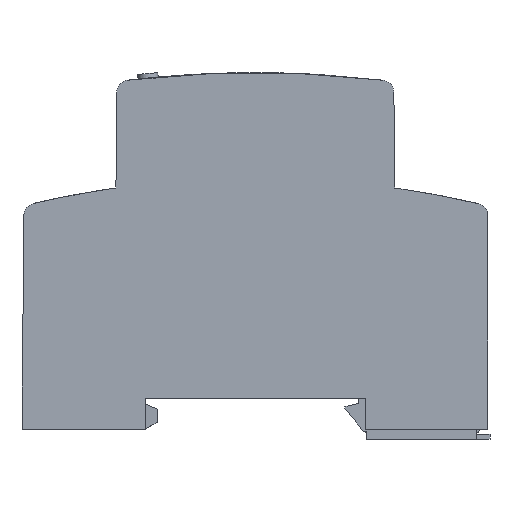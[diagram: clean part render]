
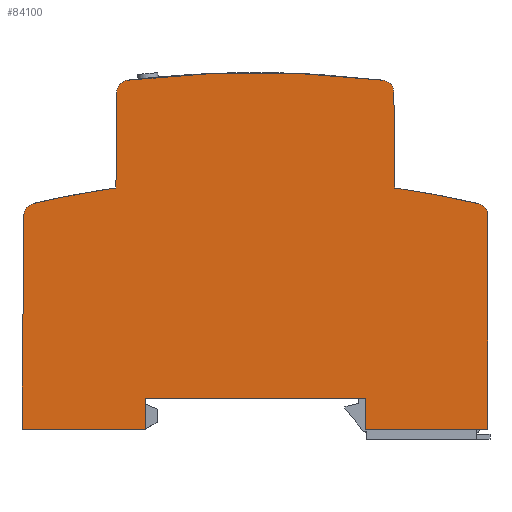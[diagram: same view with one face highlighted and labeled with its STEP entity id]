
A CAD part, left-side view. The second image highlights one B-rep face of the part: STEP entity #84100.
In plain terms, the highlighted face is planar.
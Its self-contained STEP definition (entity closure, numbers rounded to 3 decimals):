
#7400=CARTESIAN_POINT('',(106.975,16.056,-65.25));
#7410=VERTEX_POINT('',#7400);
#7440=CARTESIAN_POINT('',(45.021,16.056,-65.25));
#7450=DIRECTION('',(1.,0.,0.));
#7460=VECTOR('',#7450,1.);
#7470=LINE('',#7440,#7460);
#7480=CARTESIAN_POINT('',(87.091,16.056,-65.25));
#7490=VERTEX_POINT('',#7480);
#7500=EDGE_CURVE('',#7490,#7410,#7470,.T.);
#22980=CARTESIAN_POINT('',(45.021,21.056,-65.25));
#22990=DIRECTION('',(1.,0.,0.));
#23000=VECTOR('',#22990,1.);
#23010=LINE('',#22980,#23000);
#23020=CARTESIAN_POINT('',(51.591,21.056,-65.25));
#23030=VERTEX_POINT('',#23020);
#23040=CARTESIAN_POINT('',(87.091,21.056,-65.25));
#23050=VERTEX_POINT('',#23040);
#23060=EDGE_CURVE('',#23030,#23050,#23010,.T.);
#25660=CARTESIAN_POINT('',(87.091,55.264,-65.25));
#25670=DIRECTION('',(0.,-1.,0.));
#25680=VECTOR('',#25670,1.);
#25690=LINE('',#25660,#25680);
#25700=EDGE_CURVE('',#23050,#7490,#25690,.T.);
#32650=CARTESIAN_POINT('',(45.021,16.056,-65.25));
#32660=DIRECTION('',(1.,0.,0.));
#32670=VECTOR('',#32660,1.);
#32680=LINE('',#32650,#32670);
#32690=CARTESIAN_POINT('',(31.841,16.056,
-65.25));
#32700=VERTEX_POINT('',#32690);
#32710=CARTESIAN_POINT('',(51.591,16.056,-65.25));
#32720=VERTEX_POINT('',#32710);
#32730=EDGE_CURVE('',#32700,#32720,#32680,.T.);
#44500=CARTESIAN_POINT('',(51.591,55.264,-65.25));
#44510=DIRECTION('',(0.,-1.,0.));
#44520=VECTOR('',#44510,1.);
#44530=LINE('',#44500,#44520);
#44540=EDGE_CURVE('',#23030,#32720,#44530,.T.);
#46330=CARTESIAN_POINT('',(31.841,55.264,
-65.25));
#46340=DIRECTION('',(0.,1.,0.));
#46350=VECTOR('',#46340,1.);
#46360=LINE('',#46330,#46350);
#46370=CARTESIAN_POINT('',(31.841,50.463,
-65.25));
#46380=VERTEX_POINT('',#46370);
#46390=EDGE_CURVE('',#32700,#46380,#46360,.T.);
#47070=CARTESIAN_POINT('',(33.841,50.463,
-65.25));
#47080=DIRECTION('',(0.,0.,-1.));
#47090=DIRECTION('',(-1.,0.,0.));
#47100=AXIS2_PLACEMENT_3D('',#47070,#47080,#47090);
#47110=CIRCLE('',#47100,2.);
#47120=CARTESIAN_POINT('',(33.386,52.411,
-65.25));
#47130=VERTEX_POINT('',#47120);
#47140=EDGE_CURVE('',#46380,#47130,#47110,.T.);
#47930=CARTESIAN_POINT('',(105.127,52.45,-65.25));
#47940=VERTEX_POINT('',#47930);
#47970=CARTESIAN_POINT('',(104.674,50.502,-65.25));
#47980=DIRECTION('',(0.,0.,-1.));
#47990=DIRECTION('',(-1.,0.,0.));
#48000=AXIS2_PLACEMENT_3D('',#47970,#47980,#47990);
#48010=CIRCLE('',#48000,2.);
#48020=CARTESIAN_POINT('',(106.674,50.52,-65.25));
#48030=VERTEX_POINT('',#48020);
#48040=EDGE_CURVE('',#47940,#48030,#48010,.T.);
#48540=CARTESIAN_POINT('',(106.633,55.264,-65.25));
#48550=DIRECTION('',(0.009,-1.,
0.));
#48560=VECTOR('',#48550,1.);
#48570=LINE('',#48540,#48560);
#48580=EDGE_CURVE('',#48030,#7410,#48570,.T.);
#83350=CARTESIAN_POINT('',(69.341,23.506,-65.25));
#83360=DIRECTION('',(0.,0.,-1.));
#83370=DIRECTION('',(-1.,0.,0.));
#83380=AXIS2_PLACEMENT_3D('',#83350,#83360,#83370);
#83390=PLANE('',#83380);
#83400=CARTESIAN_POINT('',(69.341,-101.444,-65.25));
#83410=DIRECTION('',(0.,0.,-1.));
#83420=DIRECTION('',(-1.,0.,0.));
#83430=AXIS2_PLACEMENT_3D('',#83400,#83410,#83420);
#83440=CIRCLE('',#83430,158.);
#83450=CARTESIAN_POINT('',(46.858,54.948,-65.25));
#83460=VERTEX_POINT('',#83450);
#83470=EDGE_CURVE('',#47130,#83460,#83440,.T.);
#83480=ORIENTED_EDGE('',*,*,#83470,.T.);
#83490=ORIENTED_EDGE('',*,*,#47140,.T.);
#83500=ORIENTED_EDGE('',*,*,#46390,.T.);
#83510=ORIENTED_EDGE('',*,*,#32730,.F.);
#83520=ORIENTED_EDGE('',*,*,#44540,.T.);
#83530=ORIENTED_EDGE('',*,*,#23060,.F.);
#83540=ORIENTED_EDGE('',*,*,#25700,.F.);
#83550=ORIENTED_EDGE('',*,*,#7500,.F.);
#83560=ORIENTED_EDGE('',*,*,#48580,.T.);
#83570=ORIENTED_EDGE('',*,*,#48040,.T.);
#83580=CARTESIAN_POINT('',(69.341,-101.444,-65.25));
#83590=DIRECTION('',(0.,0.,-1.));
#83600=DIRECTION('',(-1.,0.,0.));
#83610=AXIS2_PLACEMENT_3D('',#83580,#83590,#83600);
#83620=CIRCLE('',#83610,158.);
#83630=CARTESIAN_POINT('',(91.825,54.948,-65.25));
#83640=VERTEX_POINT('',#83630);
#83650=EDGE_CURVE('',#83640,#47940,#83620,.T.);
#83660=ORIENTED_EDGE('',*,*,#83650,.T.);
#83670=CARTESIAN_POINT('',(91.822,55.264,-65.25));
#83680=DIRECTION('',(-0.009,1.,
0.));
#83690=VECTOR('',#83680,1.);
#83700=LINE('',#83670,#83690);
#83710=CARTESIAN_POINT('',(91.69,70.373,-65.25));
#83720=VERTEX_POINT('',#83710);
#83730=EDGE_CURVE('',#83640,#83720,#83700,.T.);
#83740=ORIENTED_EDGE('',*,*,#83730,.F.);
#83750=CARTESIAN_POINT('',(89.69,70.355,-65.25));
#83760=DIRECTION('',(0.,0.,1.));
#83770=DIRECTION('',(1.,0.,0.));
#83780=AXIS2_PLACEMENT_3D('',#83750,#83760,#83770);
#83790=CIRCLE('',#83780,2.);
#83800=CARTESIAN_POINT('',(89.926,72.341,-65.25));
#83810=VERTEX_POINT('',#83800);
#83820=EDGE_CURVE('',#83720,#83810,#83790,.T.);
#83830=ORIENTED_EDGE('',*,*,#83820,.F.);
#83840=CARTESIAN_POINT('',(69.341,-101.444,-65.25));
#83850=DIRECTION('',(0.,0.,-1.));
#83860=DIRECTION('',(-1.,0.,0.));
#83870=AXIS2_PLACEMENT_3D('',#83840,#83850,#83860);
#83880=CIRCLE('',#83870,175.);
#83890=CARTESIAN_POINT('',(48.757,72.341,-65.25));
#83900=VERTEX_POINT('',#83890);
#83910=EDGE_CURVE('',#83900,#83810,#83880,.T.);
#83920=ORIENTED_EDGE('',*,*,#83910,.T.);
#83930=CARTESIAN_POINT('',(48.992,70.355,-65.25));
#83940=DIRECTION('',(0.,0.,1.));
#83950=DIRECTION('',(1.,0.,0.));
#83960=AXIS2_PLACEMENT_3D('',#83930,#83940,#83950);
#83970=CIRCLE('',#83960,2.);
#83980=CARTESIAN_POINT('',(46.992,70.373,-65.25));
#83990=VERTEX_POINT('',#83980);
#84000=EDGE_CURVE('',#83900,#83990,#83970,.T.);
#84010=ORIENTED_EDGE('',*,*,#84000,.F.);
#84020=CARTESIAN_POINT('',(46.861,55.264,-65.25));
#84030=DIRECTION('',(-0.009,-1.,
0.));
#84040=VECTOR('',#84030,1.);
#84050=LINE('',#84020,#84040);
#84060=EDGE_CURVE('',#83990,#83460,#84050,.T.);
#84070=ORIENTED_EDGE('',*,*,#84060,.F.);
#84080=EDGE_LOOP('',(#84070,#84010,#83920,#83830,#83740,#83660,#83570,
#83560,#83550,#83540,#83530,#83520,#83510,#83500,#83490,#83480));
#84090=FACE_OUTER_BOUND('',#84080,.T.);
#84100=ADVANCED_FACE('',(#84090),#83390,.T.);
